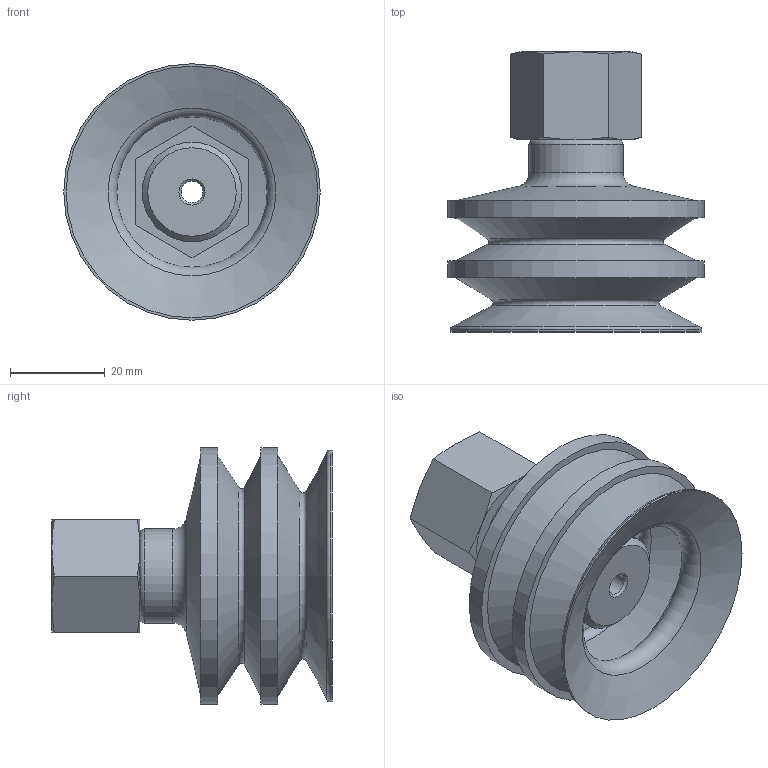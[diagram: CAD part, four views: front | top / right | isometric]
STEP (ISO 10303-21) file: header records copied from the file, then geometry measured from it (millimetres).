
FILE_DESCRIPTION(/* description */ (''),/* implementation_level */ '2;1');
FILE_NAME(/* name */ '3D_rsl5.stp',/* time_stamp */ '2018-02-27T15:15:20+01:00',/* author */ ('JosepM'),/* organization */ (''),/* preprocessor_version */ 'ST-DEVELOPER v16.13',/* originating_system */ 'Autodesk Inventor 2018',/* authorisation */ '');
FILE_SCHEMA (('AUTOMOTIVE_DESIGN { 1 0 10303 214 3 1 1 }'));
Length unit declared in the file: millimetre
Products named in the file (1): Pieza2
Bounding box: 54 x 59 x 54 mm (x, y, z)
Volume: 31205 mm3; surface area: 22093.1 mm2
Topology: 1 solids, 1 shells, 63 faces, 134 edges, 80 vertices
Faces by surface type: cone 26, plane 21, torus 9, cylinder 7
Full cylindrical faces by diameter (mm): 4.5 x1, 18.631 x1, 19.8 x1, 20.955 x1, 53 x1, 54 x2
Entity records: 1521 total; most frequent: CARTESIAN_POINT 318, DIRECTION 244, ORIENTED_EDGE 206, AXIS2_PLACEMENT_3D 113, EDGE_CURVE 103, EDGE_LOOP 102, VERTEX_POINT 79, FACE_OUTER_BOUND 63
